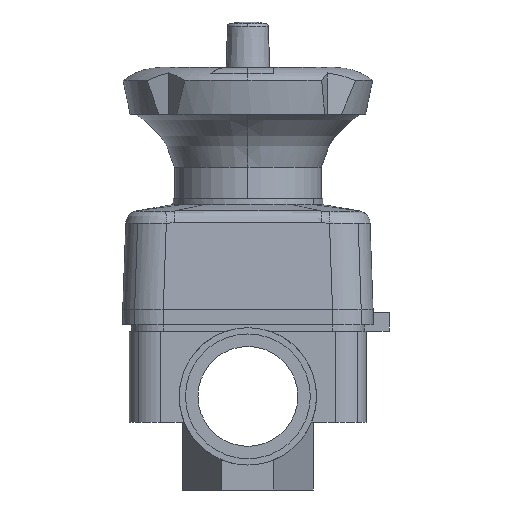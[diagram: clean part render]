
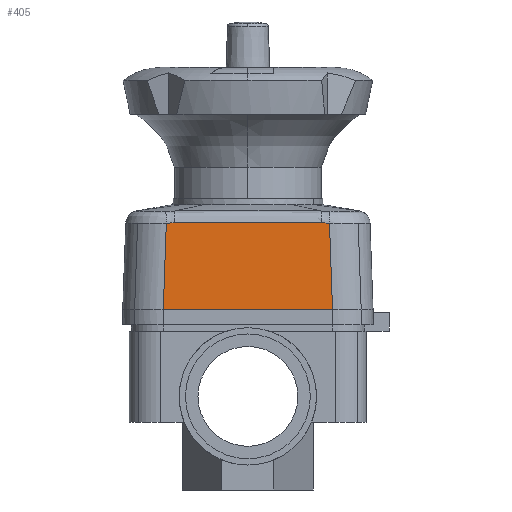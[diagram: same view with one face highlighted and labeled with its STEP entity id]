
A CAD part, left-side view. The second image highlights one B-rep face of the part: STEP entity #405.
In plain terms, the highlighted planar face has unit normal (-0.999, 0, 0.035).
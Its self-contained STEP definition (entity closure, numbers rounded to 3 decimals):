
#405=ADVANCED_FACE('',(#877),#878,.T.);
#877=FACE_OUTER_BOUND('',#2357,.T.);
#878=PLANE('',#2358);
#2357=EDGE_LOOP('',(#3577,#3578,#3579,#3580,#3581,#3582,#3583,#3584));
#2358=AXIS2_PLACEMENT_3D('',#3585,#3586,#3587);
#3577=ORIENTED_EDGE('',*,*,#4639,.F.);
#3578=ORIENTED_EDGE('',*,*,#4635,.F.);
#3579=ORIENTED_EDGE('',*,*,#4647,.F.);
#3580=ORIENTED_EDGE('',*,*,#4582,.F.);
#3581=ORIENTED_EDGE('',*,*,#4543,.F.);
#3582=ORIENTED_EDGE('',*,*,#4671,.T.);
#3583=ORIENTED_EDGE('',*,*,#4672,.F.);
#3584=ORIENTED_EDGE('',*,*,#4668,.F.);
#3585=CARTESIAN_POINT('',(-37.45,-40.1,27.9));
#3586=DIRECTION('',(-0.999,0.,0.035));
#3587=DIRECTION('',(0.,1.0,0.));
#4543=EDGE_CURVE('',#5254,#5256,#5257,.T.);
#4582=EDGE_CURVE('',#5256,#5324,#5325,.T.);
#4635=EDGE_CURVE('',#5401,#5403,#5404,.T.);
#4639=EDGE_CURVE('',#5403,#5390,#5409,.T.);
#4647=EDGE_CURVE('',#5324,#5401,#5420,.T.);
#4668=EDGE_CURVE('',#5390,#5445,#5446,.T.);
#4671=EDGE_CURVE('',#5254,#5449,#5450,.T.);
#4672=EDGE_CURVE('',#5445,#5449,#5451,.T.);
#5254=VERTEX_POINT('',#6439);
#5256=VERTEX_POINT('',#6442);
#5257=ELLIPSE('',#6443,372.498,13.0);
#5324=VERTEX_POINT('',#6541);
#5325=LINE('',#6542,#6543);
#5390=VERTEX_POINT('',#6736);
#5401=VERTEX_POINT('',#6771);
#5403=VERTEX_POINT('',#6773);
#5404=B_SPLINE_CURVE_WITH_KNOTS('',3,(#6774,#6775,#6776,#6777,#6778,#6779,#6780,#6781,#6782,#6783,#6784,#6785,#6786),.UNSPECIFIED.,.F.,.F.,(4,1,1,1,1,1,1,1,1,1,4),(-4.723,-4.554,-4.386,-4.048,-3.374,-2.024,-1.349,-0.675,-0.337,-0.169,0.0),.UNSPECIFIED.);
#5409=B_SPLINE_CURVE_WITH_KNOTS('',3,(#6803,#6804,#6805,#6806),.UNSPECIFIED.,.F.,.F.,(4,4),(-0.253,0.),.UNSPECIFIED.);
#5420=B_SPLINE_CURVE_WITH_KNOTS('',3,(#6838,#6839,#6840,#6841),.UNSPECIFIED.,.F.,.F.,(4,4),(-0.253,0.),.UNSPECIFIED.);
#5445=VERTEX_POINT('',#6882);
#5446=LINE('',#6883,#6884);
#5449=VERTEX_POINT('',#6887);
#5450=LINE('',#6888,#6889);
#5451=ELLIPSE('',#6890,372.498,13.0);
#6439=CARTESIAN_POINT('',(-37.45,27.1,27.9));
#6442=CARTESIAN_POINT('',(-37.45,27.108,27.9));
#6443=AXIS2_PLACEMENT_3D('',#7799,#7800,#7801);
#6541=CARTESIAN_POINT('',(-36.486,26.143,55.519));
#6542=CARTESIAN_POINT('',(-37.417,27.075,28.844));
#6543=VECTOR('',#7863,27.653);
#6736=CARTESIAN_POINT('',(-36.486,-26.143,55.519));
#6771=CARTESIAN_POINT('',(-36.484,23.615,55.572));
#6773=CARTESIAN_POINT('',(-36.484,-23.615,55.572));
#6774=CARTESIAN_POINT('',(-36.484,23.615,55.572));
#6775=CARTESIAN_POINT('',(-36.483,23.053,55.577));
#6776=CARTESIAN_POINT('',(-36.483,21.928,55.588));
#6777=CARTESIAN_POINT('',(-36.482,19.679,55.611));
#6778=CARTESIAN_POINT('',(-36.481,15.743,55.651));
#6779=CARTESIAN_POINT('',(-36.478,7.872,55.729));
#6780=CARTESIAN_POINT('',(-36.477,-1.125,55.761));
#6781=CARTESIAN_POINT('',(-36.479,-10.121,55.705));
#6782=CARTESIAN_POINT('',(-36.481,-15.743,55.651));
#6783=CARTESIAN_POINT('',(-36.482,-19.679,55.611));
#6784=CARTESIAN_POINT('',(-36.483,-21.928,55.588));
#6785=CARTESIAN_POINT('',(-36.483,-23.053,55.577));
#6786=CARTESIAN_POINT('',(-36.484,-23.615,55.572));
#6803=CARTESIAN_POINT('',(-36.484,-23.615,55.572));
#6804=CARTESIAN_POINT('',(-36.484,-24.458,55.564));
#6805=CARTESIAN_POINT('',(-36.485,-25.301,55.545));
#6806=CARTESIAN_POINT('',(-36.486,-26.143,55.519));
#6838=CARTESIAN_POINT('',(-36.486,26.143,55.519));
#6839=CARTESIAN_POINT('',(-36.485,25.301,55.545));
#6840=CARTESIAN_POINT('',(-36.484,24.458,55.564));
#6841=CARTESIAN_POINT('',(-36.484,23.615,55.572));
#6882=CARTESIAN_POINT('',(-37.45,-27.108,27.9));
#6883=CARTESIAN_POINT('',(-37.42,-27.078,28.752));
#6884=VECTOR('',#7930,27.653);
#6887=CARTESIAN_POINT('',(-37.45,-27.1,27.9));
#6888=CARTESIAN_POINT('',(-37.45,-40.1,27.9));
#6889=VECTOR('',#7934,54.2);
#6890=AXIS2_PLACEMENT_3D('',#7935,#7936,#7937);
#7799=CARTESIAN_POINT('',(-24.45,27.1,400.171));
#7800=DIRECTION('',(0.999,0.,-0.035));
#7801=DIRECTION('',(-0.035,0.,-0.999));
#7863=DIRECTION('',(0.035,-0.035,0.999));
#7930=DIRECTION('',(-0.035,-0.035,-0.999));
#7934=DIRECTION('',(0.,-1.0,0.));
#7935=CARTESIAN_POINT('',(-24.45,-27.1,400.171));
#7936=DIRECTION('',(0.999,0.,-0.035));
#7937=DIRECTION('',(-0.035,0.,-0.999));
